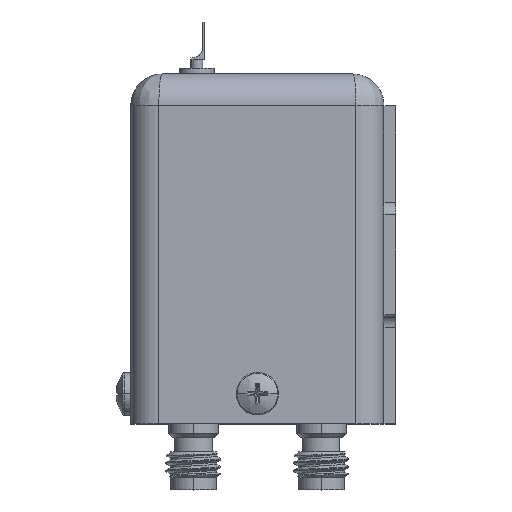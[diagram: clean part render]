
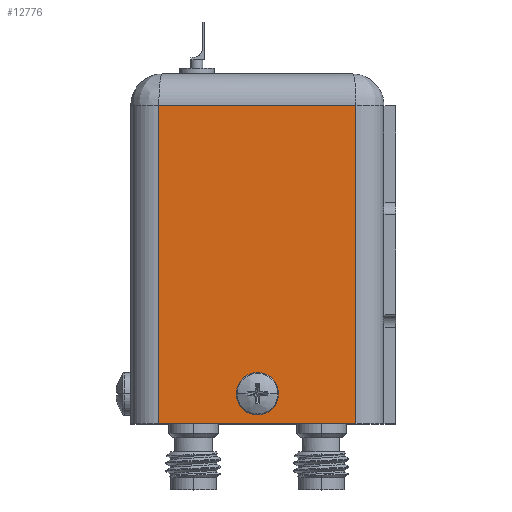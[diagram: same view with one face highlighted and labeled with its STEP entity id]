
A CAD part, top view. The second image highlights one B-rep face of the part: STEP entity #12776.
In plain terms, the highlighted face is planar.
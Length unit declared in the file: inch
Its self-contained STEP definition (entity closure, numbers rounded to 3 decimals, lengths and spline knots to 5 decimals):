
#546 = FACE_OUTER_BOUND ( 'NONE', #8759, .T. ) ;
#1214 = DIRECTION ( 'NONE',  ( 1., 0., 0. ) ) ;
#1318 = DIRECTION ( 'NONE',  ( 0., 0., -1. ) ) ;
#2078 = AXIS2_PLACEMENT_3D ( 'NONE', #9385, #1214, #3589 ) ;
#2201 = CARTESIAN_POINT ( 'NONE',  ( 0.633, 0., 0.493 ) ) ;
#2255 = VERTEX_POINT ( 'NONE', #21577 ) ;
#2698 = VERTEX_POINT ( 'NONE', #2201 ) ;
#3490 = EDGE_CURVE ( 'NONE', #2698, #2255, #20771, .T. ) ;
#3589 = DIRECTION ( 'NONE',  ( 0., 0., -1. ) ) ;
#4429 = DIRECTION ( 'NONE',  ( 0., 1., 0. ) ) ;
#4999 = EDGE_CURVE ( 'NONE', #23867, #6007, #9545, .T. ) ;
#5085 = CARTESIAN_POINT ( 'NONE',  ( 0.633, 1.594, -0.633 ) ) ;
#5089 = VECTOR ( 'NONE', #5410, 39.37008 ) ;
#5200 = LINE ( 'NONE', #5085, #7003 ) ;
#5410 = DIRECTION ( 'NONE',  ( 0., 0., -1. ) ) ;
#6007 = VERTEX_POINT ( 'NONE', #20144 ) ;
#6020 = EDGE_LOOP ( 'NONE', ( #20207, #6618 ) ) ;
#6319 = PLANE ( 'NONE',  #6855 ) ;
#6487 = VERTEX_POINT ( 'NONE', #14234 ) ;
#6618 = ORIENTED_EDGE ( 'NONE', *, *, #4999, .F. ) ;
#6855 = AXIS2_PLACEMENT_3D ( 'NONE', #10227, #24108, #8685 ) ;
#7003 = VECTOR ( 'NONE', #1318, 39.37008 ) ;
#8633 = VECTOR ( 'NONE', #20118, 39.37008 ) ;
#8643 = EDGE_CURVE ( 'NONE', #6007, #23867, #21518, .T. ) ;
#8685 = DIRECTION ( 'NONE',  ( 0., 0., 1. ) ) ;
#8759 = EDGE_LOOP ( 'NONE', ( #18380, #23587, #22694, #18537 ) ) ;
#9003 = DIRECTION ( 'NONE',  ( 0., 0., -1. ) ) ;
#9385 = CARTESIAN_POINT ( 'NONE',  ( 0.633, 0.15, 0. ) ) ;
#9545 = CIRCLE ( 'NONE', #24579, 0.075 ) ;
#9962 = EDGE_CURVE ( 'NONE', #6487, #20493, #5200, .T. ) ;
#10227 = CARTESIAN_POINT ( 'NONE',  ( 0.633, 1.75, -0.633 ) ) ;
#12654 = CARTESIAN_POINT ( 'NONE',  ( 0.633, 0.15, 0.075 ) ) ;
#12691 = DIRECTION ( 'NONE',  ( 1., 0., 0. ) ) ;
#12776 = ADVANCED_FACE ( 'NONE', ( #546, #23978 ), #6319, .F. ) ;
#14056 = LINE ( 'NONE', #21824, #14278 ) ;
#14234 = CARTESIAN_POINT ( 'NONE',  ( 0.633, 1.594, 0.493 ) ) ;
#14278 = VECTOR ( 'NONE', #4429, 39.37008 ) ;
#18194 = CARTESIAN_POINT ( 'NONE',  ( 0.633, 1.75, -0.493 ) ) ;
#18380 = ORIENTED_EDGE ( 'NONE', *, *, #9962, .F. ) ;
#18537 = ORIENTED_EDGE ( 'NONE', *, *, #19587, .F. ) ;
#19253 = CARTESIAN_POINT ( 'NONE',  ( 0.633, 1.594, -0.493 ) ) ;
#19587 = EDGE_CURVE ( 'NONE', #20493, #2255, #20356, .T. ) ;
#20118 = DIRECTION ( 'NONE',  ( 0., -1., 0. ) ) ;
#20144 = CARTESIAN_POINT ( 'NONE',  ( 0.633, 0.15, -0.075 ) ) ;
#20207 = ORIENTED_EDGE ( 'NONE', *, *, #8643, .F. ) ;
#20356 = LINE ( 'NONE', #18194, #8633 ) ;
#20493 = VERTEX_POINT ( 'NONE', #19253 ) ;
#20524 = CARTESIAN_POINT ( 'NONE',  ( 0.633, 0., 0. ) ) ;
#20771 = LINE ( 'NONE', #20524, #5089 ) ;
#21518 = CIRCLE ( 'NONE', #2078, 0.075 ) ;
#21577 = CARTESIAN_POINT ( 'NONE',  ( 0.633, 0., -0.493 ) ) ;
#21824 = CARTESIAN_POINT ( 'NONE',  ( 0.633, 1.75, 0.493 ) ) ;
#22371 = CARTESIAN_POINT ( 'NONE',  ( 0.633, 0.15, 0. ) ) ;
#22571 = EDGE_CURVE ( 'NONE', #2698, #6487, #14056, .T. ) ;
#22694 = ORIENTED_EDGE ( 'NONE', *, *, #3490, .T. ) ;
#23587 = ORIENTED_EDGE ( 'NONE', *, *, #22571, .F. ) ;
#23867 = VERTEX_POINT ( 'NONE', #12654 ) ;
#23978 = FACE_BOUND ( 'NONE', #6020, .T. ) ;
#24108 = DIRECTION ( 'NONE',  ( -1., 0., 0. ) ) ;
#24579 = AXIS2_PLACEMENT_3D ( 'NONE', #22371, #12691, #9003 ) ;
